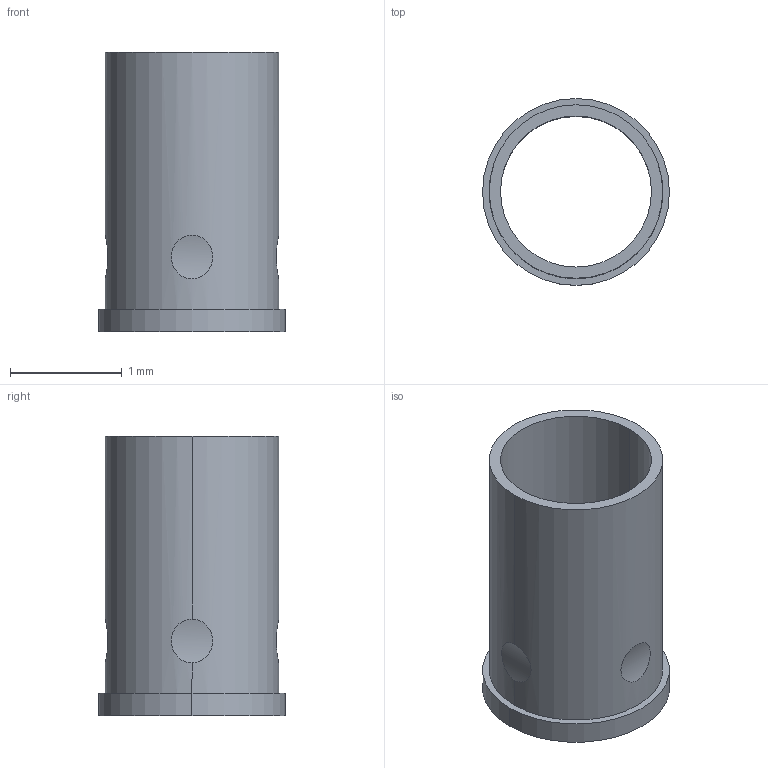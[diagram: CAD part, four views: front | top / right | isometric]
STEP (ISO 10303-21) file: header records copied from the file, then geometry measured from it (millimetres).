
FILE_DESCRIPTION (( 'STEP AP214' ), '1' );
FILE_NAME ('R-100737_2017_08_29.STEP', '2017-08-29T09:55:36', ( '' ), ( '' ), 'SwSTEP 2.0', 'SolidWorks 2017', '' );
FILE_SCHEMA (( 'AUTOMOTIVE_DESIGN' ));
Length unit declared in the file: millimetre
Products named in the file (1): R-100737_2017_08_29
Bounding box: 1.67 x 1.67 x 2.5 mm (x, y, z)
Volume: 1.2 mm3; surface area: 24.4 mm2
Topology: 1 solids, 1 shells, 13 faces, 28 edges, 20 vertices
Faces by surface type: cylinder 6, bspline 4, plane 3
Entity records: 468 total; most frequent: CARTESIAN_POINT 154, ORIENTED_EDGE 56, DIRECTION 52, EDGE_CURVE 28, AXIS2_PLACEMENT_3D 22, VERTEX_POINT 20, EDGE_LOOP 18, FACE_OUTER_BOUND 13
